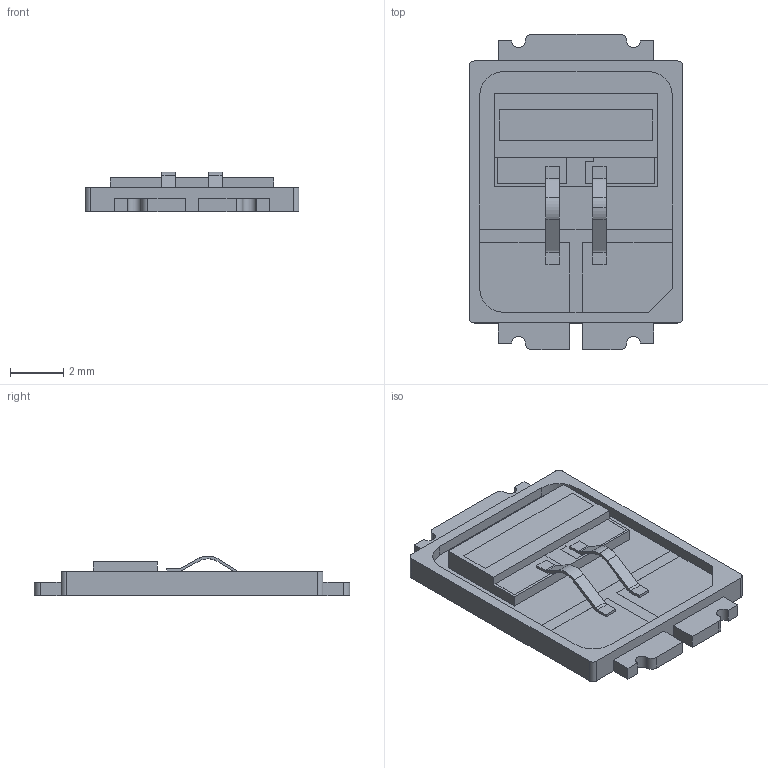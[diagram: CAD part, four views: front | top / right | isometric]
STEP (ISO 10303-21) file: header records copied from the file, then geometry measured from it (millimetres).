
FILE_DESCRIPTION (( 'STEP AP214' ), '1' );
FILE_NAME ('NC5W193F.STEP', '2021-04-07T05:51:55', ( '' ), ( '' ), 'SwSTEP 2.0', 'SolidWorks 2016', '' );
FILE_SCHEMA (( 'AUTOMOTIVE_DESIGN' ));
Length unit declared in the file: millimetre
Products named in the file (5): 51; 54; 52; NC5W193F; 53
Assembly tree (4 placements, depth 2):
  NC5W193F
    51
    52
    53
    54
Bounding box: 8 x 11.8 x 1.48 mm (x, y, z)
Volume: 64.3 mm3; surface area: 304.6 mm2
Topology: 5 solids, 5 shells, 152 faces, 400 edges, 260 vertices
Faces by surface type: plane 111, cylinder 41
Entity records: 4853 total; most frequent: CARTESIAN_POINT 819, ORIENTED_EDGE 800, DIRECTION 800, EDGE_CURVE 400, LINE 318, VECTOR 318, VERTEX_POINT 260, AXIS2_PLACEMENT_3D 241
